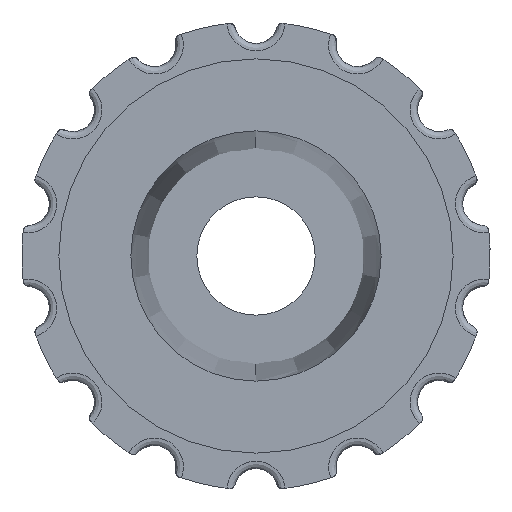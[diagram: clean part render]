
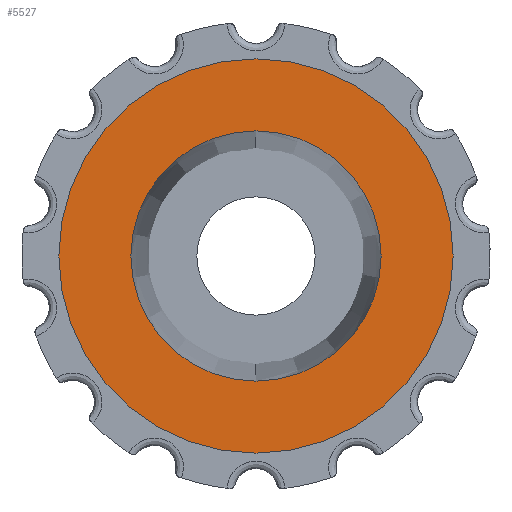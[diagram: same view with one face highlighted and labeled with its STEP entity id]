
A CAD part, front view. The second image highlights one B-rep face of the part: STEP entity #5527.
In plain terms, the highlighted planar face has unit normal (0, -1, 0).
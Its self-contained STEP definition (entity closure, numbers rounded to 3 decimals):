
#11 = EDGE_LOOP ( 'NONE', ( #3133, #2751 ) ) ;
#203 = CARTESIAN_POINT ( 'NONE',  ( 0., 31., 10.156 ) ) ;
#375 = CARTESIAN_POINT ( 'NONE',  ( 0., 31., -10.156 ) ) ;
#1126 = DIRECTION ( 'NONE',  ( 0., 0., -1. ) ) ;
#1887 = DIRECTION ( 'NONE',  ( 0., 0., -1. ) ) ;
#2035 = DIRECTION ( 'NONE',  ( 0., -1., 0. ) ) ;
#2751 = ORIENTED_EDGE ( 'NONE', *, *, #9210, .F. ) ;
#2802 = VERTEX_POINT ( 'NONE', #375 ) ;
#3133 = ORIENTED_EDGE ( 'NONE', *, *, #13394, .F. ) ;
#3554 = CIRCLE ( 'NONE', #10351, 10.156 ) ;
#3968 = EDGE_CURVE ( 'NONE', #12524, #4109, #4227, .T. ) ;
#4107 = ORIENTED_EDGE ( 'NONE', *, *, #6850, .T. ) ;
#4109 = VERTEX_POINT ( 'NONE', #7200 ) ;
#4227 = CIRCLE ( 'NONE', #7614, 16. ) ;
#4238 = AXIS2_PLACEMENT_3D ( 'NONE', #4570, #5640, #8906 ) ;
#4570 = CARTESIAN_POINT ( 'NONE',  ( 0., 31., 0. ) ) ;
#5135 = VERTEX_POINT ( 'NONE', #203 ) ;
#5163 = CIRCLE ( 'NONE', #13067, 10.156 ) ;
#5527 = ADVANCED_FACE ( 'NONE', ( #6196, #8327 ), #13699, .F. ) ;
#5640 = DIRECTION ( 'NONE',  ( 0., -1., 0. ) ) ;
#6052 = DIRECTION ( 'NONE',  ( 0., 1., 0. ) ) ;
#6196 = FACE_BOUND ( 'NONE', #11, .T. ) ;
#6228 = CARTESIAN_POINT ( 'NONE',  ( 0., 31., -16. ) ) ;
#6850 = EDGE_CURVE ( 'NONE', #4109, #12524, #8979, .T. ) ;
#7070 = EDGE_LOOP ( 'NONE', ( #12265, #4107 ) ) ;
#7200 = CARTESIAN_POINT ( 'NONE',  ( 0., 31., 16. ) ) ;
#7262 = DIRECTION ( 'NONE',  ( 0., 0., 1. ) ) ;
#7557 = DIRECTION ( 'NONE',  ( 0., 0., -1. ) ) ;
#7614 = AXIS2_PLACEMENT_3D ( 'NONE', #9619, #2035, #1887 ) ;
#8073 = AXIS2_PLACEMENT_3D ( 'NONE', #8181, #6052, #7262 ) ;
#8181 = CARTESIAN_POINT ( 'NONE',  ( -19., 31., 0. ) ) ;
#8327 = FACE_OUTER_BOUND ( 'NONE', #7070, .T. ) ;
#8906 = DIRECTION ( 'NONE',  ( 0., 0., -1. ) ) ;
#8979 = CIRCLE ( 'NONE', #4238, 16. ) ;
#9210 = EDGE_CURVE ( 'NONE', #5135, #2802, #3554, .T. ) ;
#9619 = CARTESIAN_POINT ( 'NONE',  ( 0., 31., 0. ) ) ;
#9690 = DIRECTION ( 'NONE',  ( 0., -1., 0. ) ) ;
#10351 = AXIS2_PLACEMENT_3D ( 'NONE', #13032, #10977, #1126 ) ;
#10878 = CARTESIAN_POINT ( 'NONE',  ( 0., 31., 0. ) ) ;
#10977 = DIRECTION ( 'NONE',  ( 0., -1., 0. ) ) ;
#12265 = ORIENTED_EDGE ( 'NONE', *, *, #3968, .T. ) ;
#12524 = VERTEX_POINT ( 'NONE', #6228 ) ;
#13032 = CARTESIAN_POINT ( 'NONE',  ( 0., 31., 0. ) ) ;
#13067 = AXIS2_PLACEMENT_3D ( 'NONE', #10878, #9690, #7557 ) ;
#13394 = EDGE_CURVE ( 'NONE', #2802, #5135, #5163, .T. ) ;
#13699 = PLANE ( 'NONE',  #8073 ) ;
